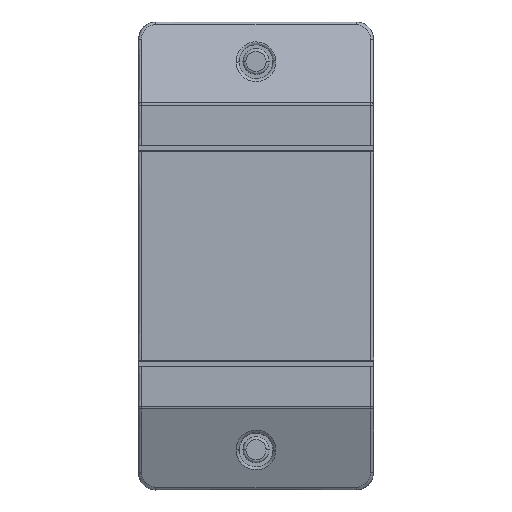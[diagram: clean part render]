
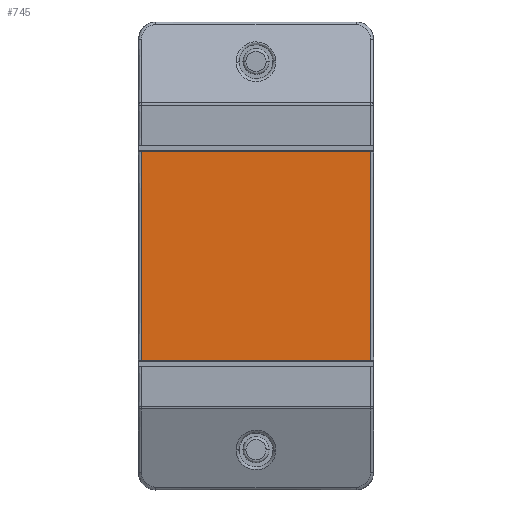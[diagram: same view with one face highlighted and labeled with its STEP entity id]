
A CAD part, top view. The second image highlights one B-rep face of the part: STEP entity #745.
In plain terms, the highlighted planar face has unit normal (0, 0, 1).
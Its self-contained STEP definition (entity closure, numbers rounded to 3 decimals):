
#745=ADVANCED_FACE('',(#1825),#16027,.T.);
#1825=FACE_OUTER_BOUND('',#2853,.T.);
#2853=EDGE_LOOP('',(#5881,#5882,#5883,#5884));
#5881=ORIENTED_EDGE('',*,*,#9799,.F.);
#5882=ORIENTED_EDGE('',*,*,#9928,.T.);
#5883=ORIENTED_EDGE('',*,*,#9862,.F.);
#5884=ORIENTED_EDGE('',*,*,#9929,.T.);
#9799=EDGE_CURVE('',#14634,#14635,#12758,.T.);
#9862=EDGE_CURVE('',#14690,#14691,#12821,.T.);
#9928=EDGE_CURVE('',#14634,#14691,#12887,.T.);
#9929=EDGE_CURVE('',#14690,#14635,#12888,.T.);
#12758=B_SPLINE_CURVE_WITH_KNOTS('',1,(#25180,#25181),.UNSPECIFIED.,.F.,
 .F.,(2,2),(0.,39.2),.UNSPECIFIED.);
#12821=B_SPLINE_CURVE_WITH_KNOTS('',1,(#25306,#25307),.UNSPECIFIED.,.F.,
 .F.,(2,2),(0.,39.2),.UNSPECIFIED.);
#12887=B_SPLINE_CURVE_WITH_KNOTS('',1,(#25438,#25439),.UNSPECIFIED.,.F.,
 .F.,(2,2),(0.,35.789),.UNSPECIFIED.);
#12888=B_SPLINE_CURVE_WITH_KNOTS('',1,(#25440,#25441),.UNSPECIFIED.,.F.,
 .F.,(2,2),(0.,35.789),.UNSPECIFIED.);
#14634=VERTEX_POINT('',#24558);
#14635=VERTEX_POINT('',#24559);
#14690=VERTEX_POINT('',#24614);
#14691=VERTEX_POINT('',#24615);
#16027=PLANE('',#16779);
#16779=AXIS2_PLACEMENT_3D('',#24318,#17620,$);
#17620=DIRECTION('',(0.,0.,1.));
#24318=CARTESIAN_POINT('',(-23.629,-21.6,22.201));
#24558=CARTESIAN_POINT('',(-19.589,17.888,22.201));
#24559=CARTESIAN_POINT('',(19.611,17.888,22.201));
#24614=CARTESIAN_POINT('',(19.611,-17.901,22.201));
#24615=CARTESIAN_POINT('',(-19.589,-17.901,22.201));
#25180=CARTESIAN_POINT('',(-19.589,17.888,22.201));
#25181=CARTESIAN_POINT('',(19.611,17.888,22.201));
#25306=CARTESIAN_POINT('',(19.611,-17.901,22.201));
#25307=CARTESIAN_POINT('',(-19.589,-17.901,22.201));
#25438=CARTESIAN_POINT('',(-19.589,17.888,22.201));
#25439=CARTESIAN_POINT('',(-19.589,-17.901,22.201));
#25440=CARTESIAN_POINT('',(19.611,-17.901,22.201));
#25441=CARTESIAN_POINT('',(19.611,17.888,22.201));
